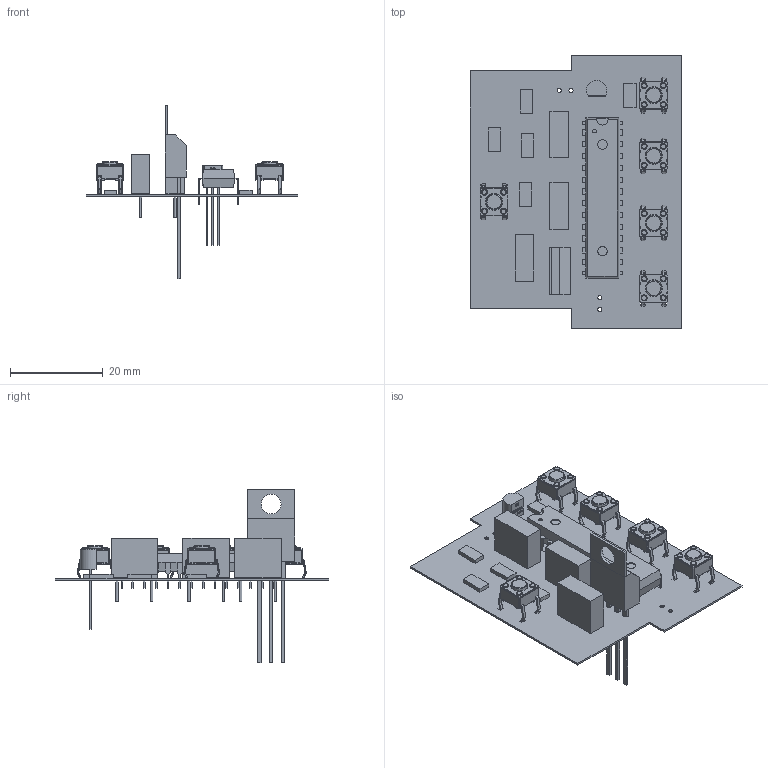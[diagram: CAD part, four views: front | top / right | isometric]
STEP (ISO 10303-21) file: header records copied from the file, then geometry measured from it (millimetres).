
FILE_DESCRIPTION(('Open CASCADE Model'),'2;1');
FILE_NAME('Open CASCADE Shape Model','2021-06-13T18:51:46',('Author'),( 'Open CASCADE'),'Open CASCADE STEP processor 6.8','Open CASCADE 6.8' ,'Unknown');
FILE_SCHEMA(('AUTOMOTIVE_DESIGN { 1 0 10303 214 1 1 1 1 }'));
Length unit declared in the file: millimetre
Products named in the file (31): PCB; BoardPCB2; Open CASCADE STEP translator 6.8 3.1.1; ResetPCB2; Push_Tactile_Button_SPST-NO_6x6mm_L=5mm_Omron_B3F-1020; R5PCB2; 6007033024; Extruded; R4PCB2; C1PCB2; 5999318320; Body; Leads; Q?PCB2; 5999320800; C?PCB2; R3PCB2; R2PCB2; R1PCB2; U?PCB2; ATMega328; stop?PCB2; pre?PCB2; play?PCB2; next?PCB2; IC?PCB2; 5999322400; Tab; PinsArray; C2PCB2
Assembly tree (40 placements, depth 4):
  PCB
    BoardPCB2
      Open CASCADE STEP translator 6.8 3.1.1
    ResetPCB2
      Push_Tactile_Button_SPST-NO_6x6mm_L=5mm_Omron_B3F-1020
    R5PCB2
      6007033024
        Extruded
    R4PCB2
      6007033024
        Extruded
    C1PCB2
      5999318320
        Body
        Leads
    Q?PCB2
      5999320800
    C?PCB2
      5999318320
        Body
        Leads
    R3PCB2
      6007033024
        Extruded
    R2PCB2
      6007033024
        Extruded
    R1PCB2
      6007033024
        Extruded
    U?PCB2
      ATMega328
    stop?PCB2
      Push_Tactile_Button_SPST-NO_6x6mm_L=5mm_Omron_B3F-1020
    pre?PCB2
      Push_Tactile_Button_SPST-NO_6x6mm_L=5mm_Omron_B3F-1020
    play?PCB2
      Push_Tactile_Button_SPST-NO_6x6mm_L=5mm_Omron_B3F-1020
    next?PCB2
      Push_Tactile_Button_SPST-NO_6x6mm_L=5mm_Omron_B3F-1020
    IC?PCB2
      5999322400
        Tab
        Body
        PinsArray
    C2PCB2
      5999318320
        Body
        Leads
Bounding box: 45.59 x 59.05 x 37.41 mm (x, y, z)
Volume: 4219.9 mm3; surface area: 9397.3 mm2
Topology: 27 solids, 27 shells, 3803 faces, 8884 edges, 5127 vertices
Faces by surface type: plane 1382, cylinder 1333, torus 500, sphere 415, bspline 168, cone 5
Full cylindrical faces by diameter (mm): 0.55 x6, 0.75 x6, 0.8 x1, 0.9 x4, 0.95 x20, 0.981 x3, 1 x20, 1.32 x3, 2 x2, 3.6 x5, 4.267 x1
Entity records: 51876 total; most frequent: CARTESIAN_POINT 10172, ORIENTED_EDGE 7060, DIRECTION 6995, EDGE_CURVE 3530, LINE 2659, VECTOR 2659, VERTEX_POINT 2187, AXIS2_PLACEMENT_3D 2168
